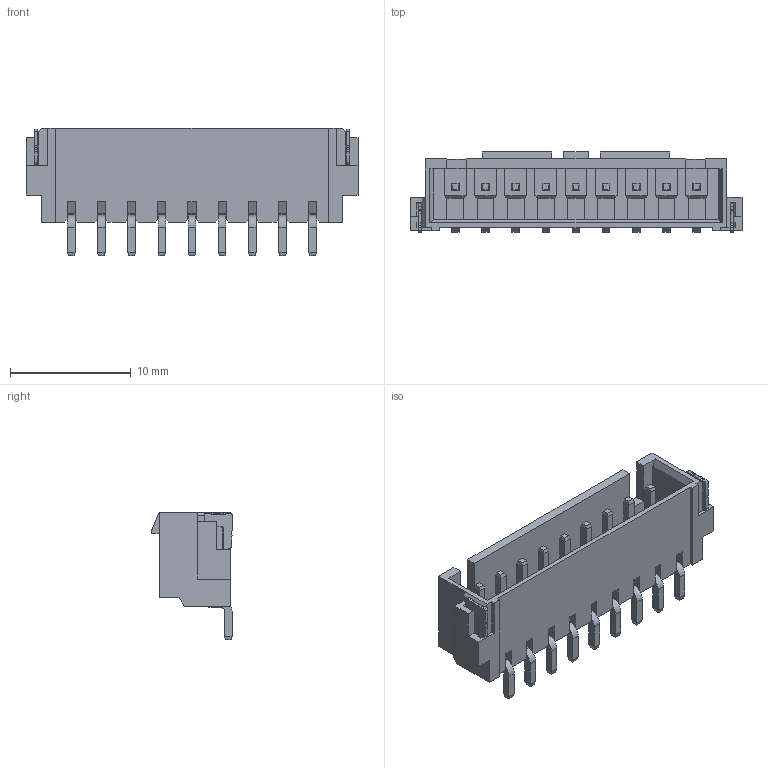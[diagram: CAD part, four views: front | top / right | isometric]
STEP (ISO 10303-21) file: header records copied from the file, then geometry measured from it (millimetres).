
FILE_DESCRIPTION((''),'2;1');
FILE_NAME('250-WTB-M-RA-SMT-CONN-9P','2020-07-06T',('Administrator'),(''),'PRO/ENGINEER BY PARAMETRIC TECHNOLOGY CORPORATION, 2009440','PRO/ENGINEER BY PARAMETRIC TECHNOLOGY CORPORATION, 2009440','');
FILE_SCHEMA(('CONFIG_CONTROL_DESIGN'));
Length unit declared in the file: millimetre
Products named in the file (1): 250-WTB-M-RA-SMT-CONN-9P
Bounding box: 27.5 x 6.65 x 10.6 mm (x, y, z)
Volume: 544.2 mm3; surface area: 1464.5 mm2
Topology: 1 solids, 1 shells, 598 faces, 1605 edges, 1020 vertices
Faces by surface type: plane 517, cylinder 81
Entity records: 18321 total; most frequent: CARTESIAN_POINT 3243, ORIENTED_EDGE 3210, DIRECTION 2959, EDGE_CURVE 1605, VECTOR 1431, LINE 1431, VERTEX_POINT 1020, AXIS2_PLACEMENT_3D 764
